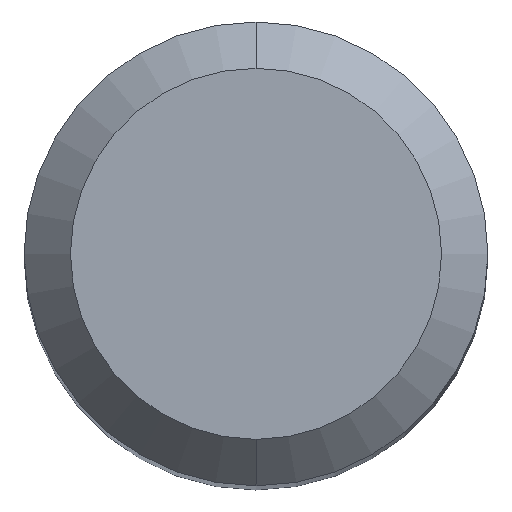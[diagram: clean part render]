
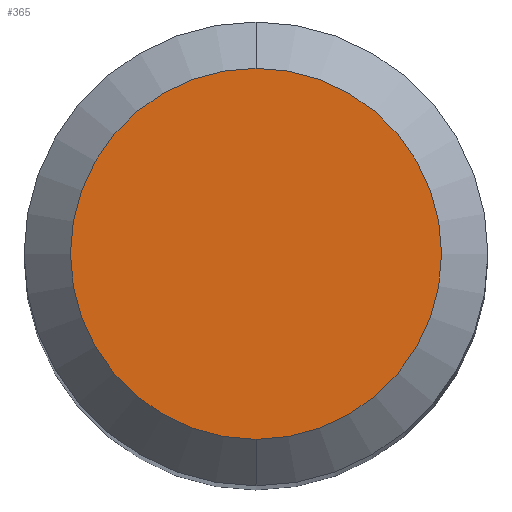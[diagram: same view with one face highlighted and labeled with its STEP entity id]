
A CAD part, top view. The second image highlights one B-rep face of the part: STEP entity #365.
In plain terms, the highlighted planar face has unit normal (0, 0, 1).
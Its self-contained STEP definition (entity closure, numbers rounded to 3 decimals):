
#2 = AXIS2_PLACEMENT_3D ( 'NONE', #220, #348, #386 ) ;
#15 = AXIS2_PLACEMENT_3D ( 'NONE', #446, #402, #103 ) ;
#29 = EDGE_CURVE ( 'NONE', #321, #545, #106, .T. ) ;
#76 = CARTESIAN_POINT ( 'NONE',  ( 0., -3.2, 64. ) ) ;
#103 = DIRECTION ( 'NONE',  ( 0., 1., 0. ) ) ;
#106 = CIRCLE ( 'NONE', #525, 3.2 ) ;
#122 = EDGE_LOOP ( 'NONE', ( #571, #541 ) ) ;
#190 = CIRCLE ( 'NONE', #15, 3.2 ) ;
#220 = CARTESIAN_POINT ( 'NONE',  ( 0., 0., 64. ) ) ;
#247 = PLANE ( 'NONE',  #2 ) ;
#321 = VERTEX_POINT ( 'NONE', #429 ) ;
#348 = DIRECTION ( 'NONE',  ( 0., 0., 1. ) ) ;
#365 = ADVANCED_FACE ( 'NONE', ( #483 ), #247, .T. ) ;
#375 = CARTESIAN_POINT ( 'NONE',  ( 0., 0., 64. ) ) ;
#386 = DIRECTION ( 'NONE',  ( 0., -1., 0. ) ) ;
#402 = DIRECTION ( 'NONE',  ( 0., 0., -1. ) ) ;
#417 = EDGE_CURVE ( 'NONE', #545, #321, #190, .T. ) ;
#429 = CARTESIAN_POINT ( 'NONE',  ( 0., 3.2, 64. ) ) ;
#446 = CARTESIAN_POINT ( 'NONE',  ( 0., 0., 64. ) ) ;
#464 = DIRECTION ( 'NONE',  ( 0., 0., -1. ) ) ;
#483 = FACE_OUTER_BOUND ( 'NONE', #122, .T. ) ;
#525 = AXIS2_PLACEMENT_3D ( 'NONE', #375, #464, #560 ) ;
#541 = ORIENTED_EDGE ( 'NONE', *, *, #417, .F. ) ;
#545 = VERTEX_POINT ( 'NONE', #76 ) ;
#560 = DIRECTION ( 'NONE',  ( 0., 1., 0. ) ) ;
#571 = ORIENTED_EDGE ( 'NONE', *, *, #29, .F. ) ;
